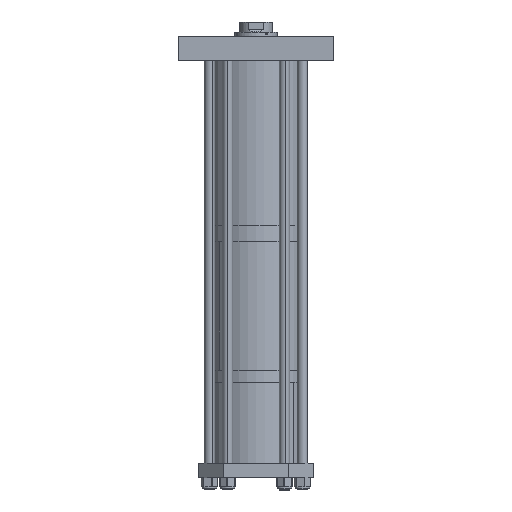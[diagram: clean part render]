
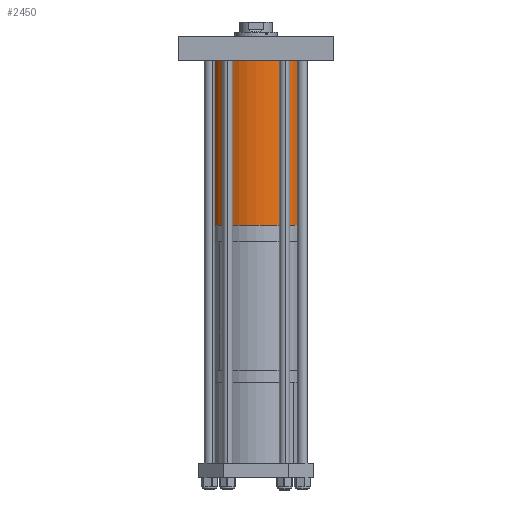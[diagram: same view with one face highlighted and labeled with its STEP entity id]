
A CAD part, front view. The second image highlights one B-rep face of the part: STEP entity #2450.
In plain terms, the highlighted cylindrical face has radius 152.4 mm (diameter 304.8 mm), a partial arc.
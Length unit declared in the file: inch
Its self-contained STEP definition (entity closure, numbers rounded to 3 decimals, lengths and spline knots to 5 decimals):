
#281 = CARTESIAN_POINT ( 'NONE',  ( 6., 0., 0. ) ) ;
#308 = CIRCLE ( 'NONE', #1097, 6. ) ;
#605 = ORIENTED_EDGE ( 'NONE', *, *, #676, .F. ) ;
#609 = DIRECTION ( 'NONE',  ( 0., 0., -1. ) ) ;
#676 = EDGE_CURVE ( 'NONE', #2386, #5045, #7948, .T. ) ;
#910 = EDGE_CURVE ( 'NONE', #4346, #5045, #308, .T. ) ;
#1097 = AXIS2_PLACEMENT_3D ( 'NONE', #2831, #3735, #8354 ) ;
#1125 = CARTESIAN_POINT ( 'NONE',  ( 0., 0., 20.188 ) ) ;
#1656 = CARTESIAN_POINT ( 'NONE',  ( 0., 0., 20.188 ) ) ;
#1838 = DIRECTION ( 'NONE',  ( 0., 0., -1. ) ) ;
#1978 = EDGE_CURVE ( 'NONE', #5569, #2386, #4868, .T. ) ;
#2016 = DIRECTION ( 'NONE',  ( 0., 0., 1. ) ) ;
#2338 = EDGE_LOOP ( 'NONE', ( #605, #4063, #10245, #4840 ) ) ;
#2386 = VERTEX_POINT ( 'NONE', #3547 ) ;
#2450 = ADVANCED_FACE ( 'NONE', ( #6009 ), #6299, .T. ) ;
#2582 = CARTESIAN_POINT ( 'NONE',  ( 6., 0., 20.188 ) ) ;
#2831 = CARTESIAN_POINT ( 'NONE',  ( 0., 0., 0. ) ) ;
#2852 = VECTOR ( 'NONE', #1838, 39.37008 ) ;
#2956 = CARTESIAN_POINT ( 'NONE',  ( -6., 0., 20.188 ) ) ;
#3355 = AXIS2_PLACEMENT_3D ( 'NONE', #1125, #2016, #7497 ) ;
#3547 = CARTESIAN_POINT ( 'NONE',  ( 6., 0., 20.188 ) ) ;
#3735 = DIRECTION ( 'NONE',  ( 0., 0., 1. ) ) ;
#4063 = ORIENTED_EDGE ( 'NONE', *, *, #1978, .F. ) ;
#4346 = VERTEX_POINT ( 'NONE', #8876 ) ;
#4840 = ORIENTED_EDGE ( 'NONE', *, *, #910, .T. ) ;
#4868 = CIRCLE ( 'NONE', #3355, 6. ) ;
#5045 = VERTEX_POINT ( 'NONE', #281 ) ;
#5569 = VERTEX_POINT ( 'NONE', #2956 ) ;
#6009 = FACE_OUTER_BOUND ( 'NONE', #2338, .T. ) ;
#6299 = CYLINDRICAL_SURFACE ( 'NONE', #6353, 6. ) ;
#6353 = AXIS2_PLACEMENT_3D ( 'NONE', #1656, #10777, #7978 ) ;
#6851 = CARTESIAN_POINT ( 'NONE',  ( -6., 0., 20.188 ) ) ;
#7491 = VECTOR ( 'NONE', #609, 39.37008 ) ;
#7497 = DIRECTION ( 'NONE',  ( 1., 0., 0. ) ) ;
#7760 = LINE ( 'NONE', #6851, #7491 ) ;
#7948 = LINE ( 'NONE', #2582, #2852 ) ;
#7978 = DIRECTION ( 'NONE',  ( -1., 0., 0. ) ) ;
#8354 = DIRECTION ( 'NONE',  ( 1., 0., 0. ) ) ;
#8689 = EDGE_CURVE ( 'NONE', #5569, #4346, #7760, .T. ) ;
#8876 = CARTESIAN_POINT ( 'NONE',  ( -6., 0., 0. ) ) ;
#10245 = ORIENTED_EDGE ( 'NONE', *, *, #8689, .T. ) ;
#10777 = DIRECTION ( 'NONE',  ( 0., 0., -1. ) ) ;
